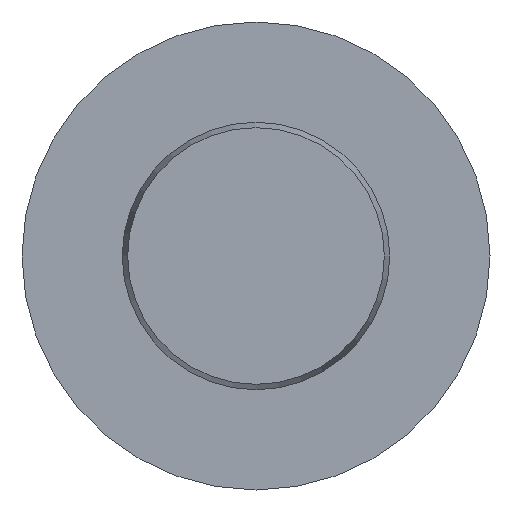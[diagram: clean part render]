
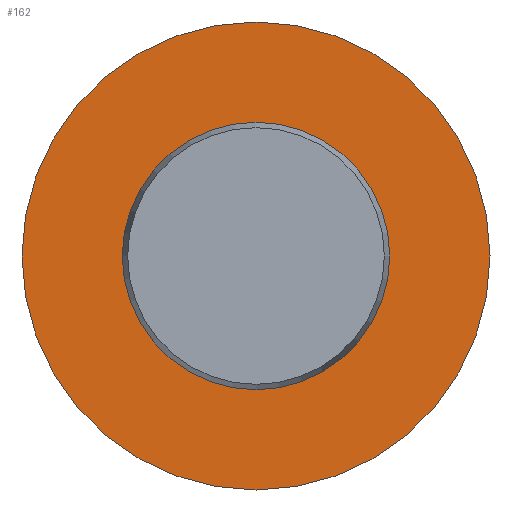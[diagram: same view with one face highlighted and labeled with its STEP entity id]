
A CAD part, front view. The second image highlights one B-rep face of the part: STEP entity #162.
In plain terms, the highlighted planar face has unit normal (0, -1, 0).
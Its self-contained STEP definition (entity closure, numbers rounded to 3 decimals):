
#36=FACE_BOUND('',#54,.T.);
#40=FACE_OUTER_BOUND('',#53,.T.);
#53=EDGE_LOOP('',(#116));
#54=EDGE_LOOP('',(#117));
#70=CIRCLE('',#190,3.5);
#71=CIRCLE('',#191,2.);
#83=VERTEX_POINT('',#278);
#84=VERTEX_POINT('',#280);
#96=EDGE_CURVE('',#83,#83,#70,.T.);
#97=EDGE_CURVE('',#84,#84,#71,.T.);
#116=ORIENTED_EDGE('',*,*,#96,.F.);
#117=ORIENTED_EDGE('',*,*,#97,.T.);
#156=PLANE('',#189);
#162=ADVANCED_FACE('',(#40,#36),#156,.F.);
#189=AXIS2_PLACEMENT_3D('',#277,#217,#218);
#190=AXIS2_PLACEMENT_3D('',#279,#219,#220);
#191=AXIS2_PLACEMENT_3D('',#281,#221,#222);
#217=DIRECTION('center_axis',(0.,1.,0.));
#218=DIRECTION('ref_axis',(1.,0.,0.));
#219=DIRECTION('center_axis',(0.,1.,0.));
#220=DIRECTION('ref_axis',(1.,0.,0.));
#221=DIRECTION('center_axis',(0.,1.,0.));
#222=DIRECTION('ref_axis',(0.,0.,-1.));
#277=CARTESIAN_POINT('Origin',(0.,0.,0.));
#278=CARTESIAN_POINT('',(-3.5,0.,0.));
#279=CARTESIAN_POINT('Origin',(0.,0.,0.));
#280=CARTESIAN_POINT('',(0.,0.,2.));
#281=CARTESIAN_POINT('Origin',(0.,0.,0.));
